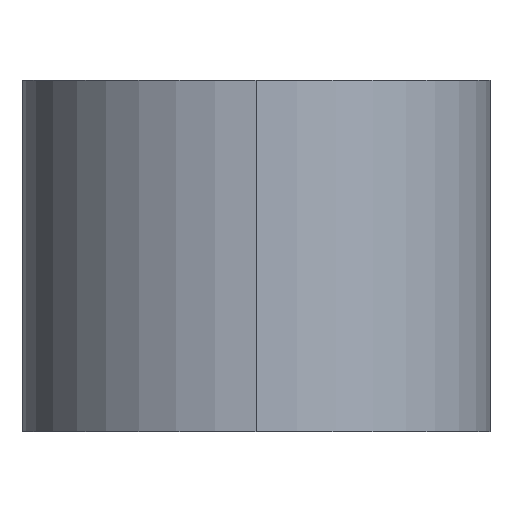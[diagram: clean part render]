
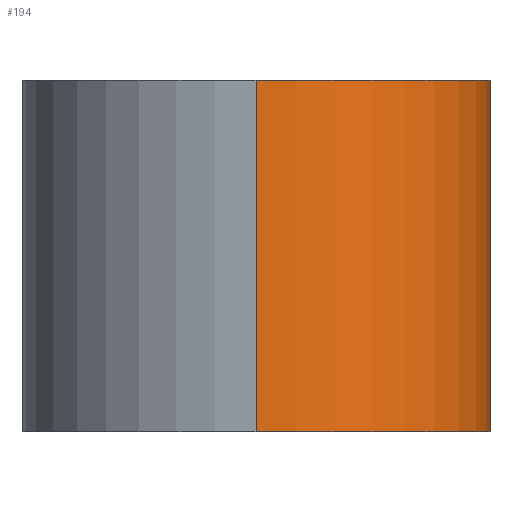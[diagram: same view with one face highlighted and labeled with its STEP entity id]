
A CAD part, left-side view. The second image highlights one B-rep face of the part: STEP entity #194.
In plain terms, the highlighted cylindrical face has radius 20 mm (diameter 40 mm), a partial arc.
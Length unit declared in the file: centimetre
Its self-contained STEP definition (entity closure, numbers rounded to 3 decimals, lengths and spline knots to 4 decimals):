
#1 = EDGE_CURVE ( 'NONE', #116, #8, #286, .T. ) ;
#8 = VERTEX_POINT ( 'NONE', #298 ) ;
#30 = CARTESIAN_POINT ( 'NONE',  ( -15., 0., 1.5 ) ) ;
#32 = EDGE_CURVE ( 'NONE', #327, #303, #174, .T. ) ;
#61 = DIRECTION ( 'NONE',  ( 1., 0., 0. ) ) ;
#63 = ORIENTED_EDGE ( 'NONE', *, *, #95, .T. ) ;
#91 = DIRECTION ( 'NONE',  ( 0., 0., 1. ) ) ;
#95 = EDGE_CURVE ( 'NONE', #116, #327, #219, .T. ) ;
#96 = VECTOR ( 'NONE', #136, 100. ) ;
#97 = ORIENTED_EDGE ( 'NONE', *, *, #32, .T. ) ;
#116 = VERTEX_POINT ( 'NONE', #277 ) ;
#136 = DIRECTION ( 'NONE',  ( 0., 0., -1. ) ) ;
#138 = ORIENTED_EDGE ( 'NONE', *, *, #1, .F. ) ;
#153 = CYLINDRICAL_SURFACE ( 'NONE', #266, 2. ) ;
#174 = CIRCLE ( 'NONE', #188, 2. ) ;
#186 = CARTESIAN_POINT ( 'NONE',  ( -17., 0., 1.5 ) ) ;
#188 = AXIS2_PLACEMENT_3D ( 'NONE', #270, #91, #367 ) ;
#194 = ADVANCED_FACE ( 'NONE', ( #264 ), #153, .T. ) ;
#206 = AXIS2_PLACEMENT_3D ( 'NONE', #30, #234, #61 ) ;
#207 = ORIENTED_EDGE ( 'NONE', *, *, #365, .F. ) ;
#213 = CARTESIAN_POINT ( 'NONE',  ( -15., 0., 1.5 ) ) ;
#214 = DIRECTION ( 'NONE',  ( 0., 0., -1. ) ) ;
#219 = LINE ( 'NONE', #186, #308 ) ;
#234 = DIRECTION ( 'NONE',  ( 0., 0., 1. ) ) ;
#256 = CARTESIAN_POINT ( 'NONE',  ( -17., 0., -1.5 ) ) ;
#264 = FACE_OUTER_BOUND ( 'NONE', #354, .T. ) ;
#266 = AXIS2_PLACEMENT_3D ( 'NONE', #213, #278, #339 ) ;
#270 = CARTESIAN_POINT ( 'NONE',  ( -15., 0., -1.5 ) ) ;
#277 = CARTESIAN_POINT ( 'NONE',  ( -17., 0., 1.5 ) ) ;
#278 = DIRECTION ( 'NONE',  ( 0., 0., -1. ) ) ;
#282 = CARTESIAN_POINT ( 'NONE',  ( -15., -2., -1.5 ) ) ;
#286 = CIRCLE ( 'NONE', #206, 2. ) ;
#298 = CARTESIAN_POINT ( 'NONE',  ( -15., -2., 1.5 ) ) ;
#303 = VERTEX_POINT ( 'NONE', #282 ) ;
#308 = VECTOR ( 'NONE', #214, 100. ) ;
#325 = LINE ( 'NONE', #386, #96 ) ;
#327 = VERTEX_POINT ( 'NONE', #256 ) ;
#339 = DIRECTION ( 'NONE',  ( -1., 0., 0. ) ) ;
#354 = EDGE_LOOP ( 'NONE', ( #138, #63, #97, #207 ) ) ;
#365 = EDGE_CURVE ( 'NONE', #8, #303, #325, .T. ) ;
#367 = DIRECTION ( 'NONE',  ( 1., 0., 0. ) ) ;
#386 = CARTESIAN_POINT ( 'NONE',  ( -15., -2., 1.5 ) ) ;
